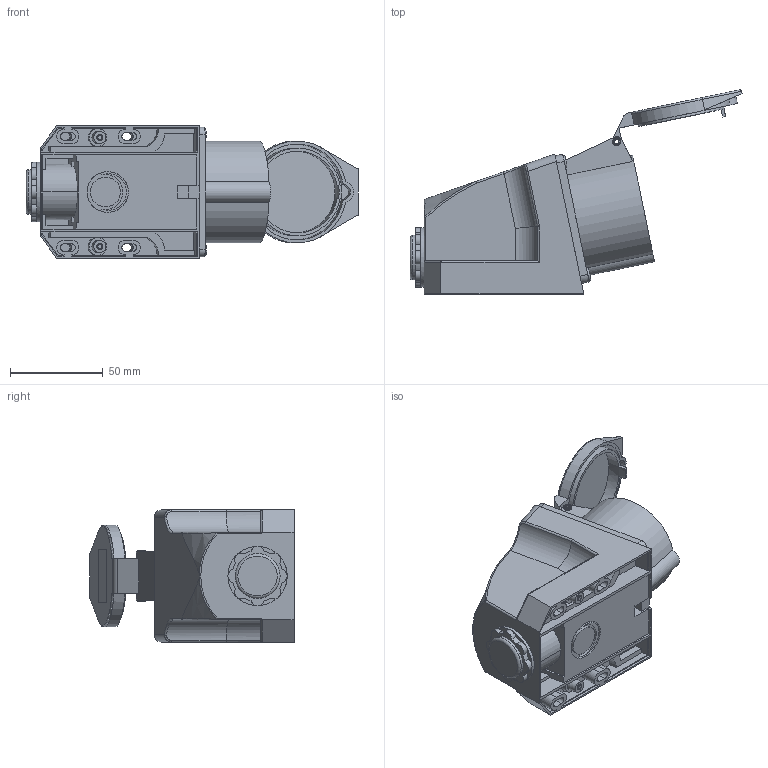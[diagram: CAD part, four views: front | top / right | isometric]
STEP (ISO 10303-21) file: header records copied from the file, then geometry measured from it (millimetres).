
FILE_DESCRIPTION(/* description */ (''),/* implementation_level */ '2;1');
FILE_NAME(/* name */ '红小1_stp.stp',/* time_stamp */ '2024-04-07T22:24:53+08:00',/* author */ (''),/* organization */ (''),/* preprocessor_version */ 'ST-DEVELOPER v16',/* originating_system */ 'SIEMENS PLM Software NX 10.0',/* authorisation */ '');
FILE_SCHEMA (('AUTOMOTIVE_DESIGN { 1 0 10303 214 3 1 1 1 }'));
Length unit declared in the file: millimetre
Products named in the file (1): 红小1_stp
Bounding box: 179.29 x 110.2 x 71.4 mm (x, y, z)
Volume: 345200.1 mm3; surface area: 92057.1 mm2
Topology: 19 solids, 19 shells, 497 faces, 1254 edges, 827 vertices
Faces by surface type: plane 293, cylinder 146, extrusion 28, torus 13, cone 9, bspline 8
Full cylindrical faces by diameter (mm): 2.443 x1, 3.3 x2, 3.5 x2, 3.7 x1, 4.5 x1, 4.7 x1, 5.5 x4, 6.3 x6, 6.6 x6, 7.8 x1, 8 x4, 8.4 x2, 11.8 x3, 24.25 x1, 25 x1, 32 x1, 40 x1, 44.2 x1, 47.4 x1
Entity records: 15372 total; most frequent: CARTESIAN_POINT 3522, DIRECTION 2446, ORIENTED_EDGE 2292, EDGE_CURVE 1146, AXIS2_PLACEMENT_3D 864, VERTEX_POINT 795, VECTOR 718, LINE 690
